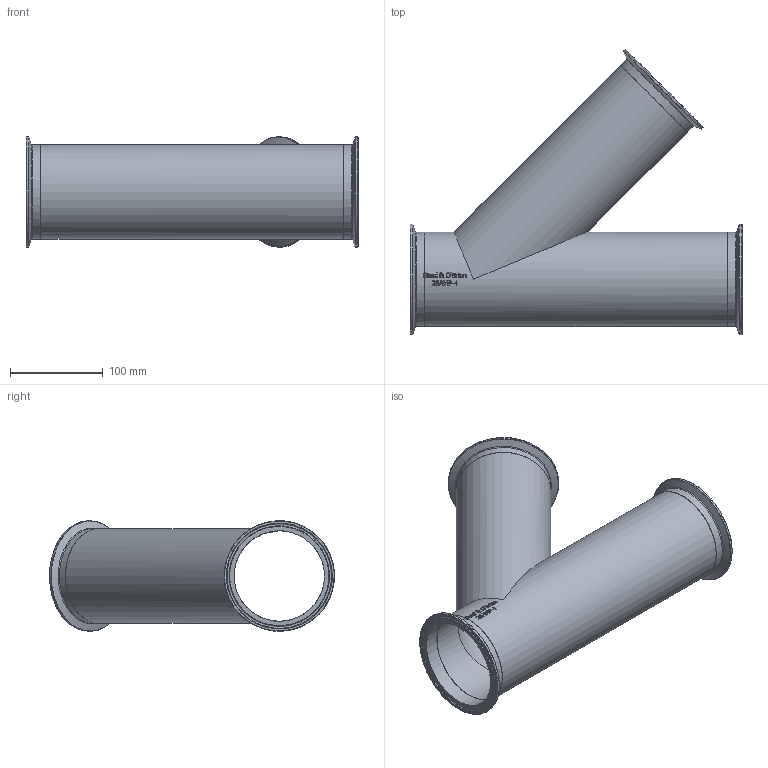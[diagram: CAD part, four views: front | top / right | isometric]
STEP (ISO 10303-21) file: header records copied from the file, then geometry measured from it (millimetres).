
FILE_DESCRIPTION(/* description */ (''),/* implementation_level */ '2;1');
FILE_NAME(/* name */ '28AMP-4.stp',/* time_stamp */ '2021-05-17T14:55:39-04:00',/* author */ ('rick'),/* organization */ (''),/* preprocessor_version */ 'ST-DEVELOPER v18',/* originating_system */ 'Autodesk Inventor 2020',/* authorisation */ '');
FILE_SCHEMA (('AUTOMOTIVE_DESIGN { 1 0 10303 214 3 1 1 }'));
Length unit declared in the file: inch
Products named in the file (1): 28AMP-4
Bounding box: 357.17 x 306.74 x 118.9 mm (x, y, z)
Volume: 403640.6 mm3; surface area: 368493.1 mm2
Topology: 1 solids, 1 shells, 399 faces, 1111 edges, 756 vertices
Faces by surface type: bspline 181, plane 134, cylinder 49, torus 26, cone 9
Full cylindrical faces by diameter (mm): 97.384 x5, 101.6 x5, 118.923 x3
Entity records: 17537 total; most frequent: CARTESIAN_POINT 8091, ORIENTED_EDGE 2222, DIRECTION 1465, EDGE_CURVE 1111, VERTEX_POINT 756, AXIS2_PLACEMENT_3D 509, LINE 447, VECTOR 447
